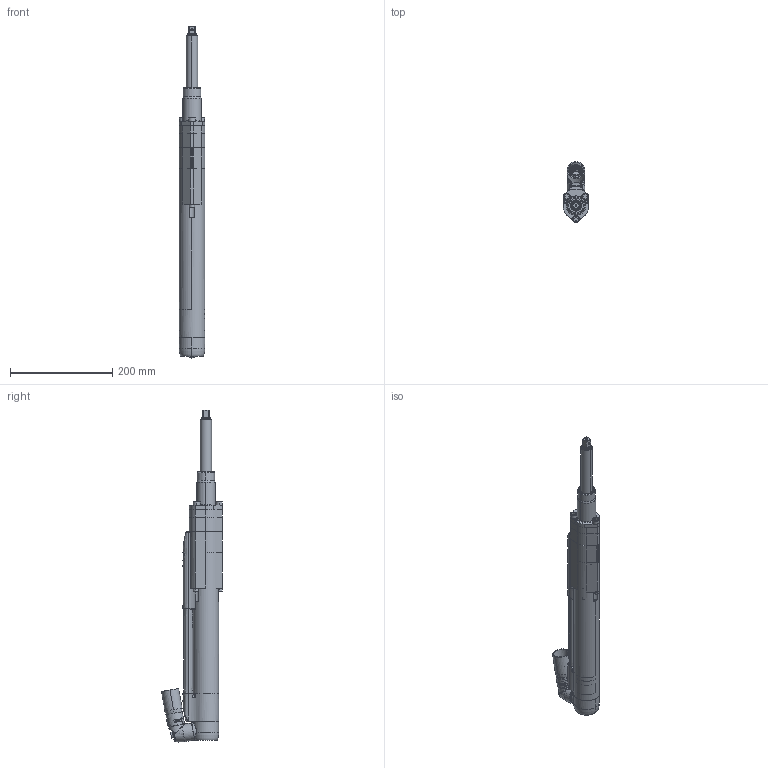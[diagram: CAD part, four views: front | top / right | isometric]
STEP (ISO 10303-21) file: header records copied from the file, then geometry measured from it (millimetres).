
FILE_DESCRIPTION((''),'2;1');
FILE_NAME('K_8435408368_ASM','2013-03-27T',('tooextcsr'),(''),'PRO/ENGINEER BY PARAMETRIC TECHNOLOGY CORPORATION, 2012420','PRO/ENGINEER BY PARAMETRIC TECHNOLOGY CORPORATION, 2012420','');
FILE_SCHEMA(('CONFIG_CONTROL_DESIGN','GEOMETRIC_VALIDATION_PROPERTIES_MIM'));
Products named in the file (7): QST50_REARCOVER_00; QST50_CONNECTOR_01; QST50_150_CT_BODY_50; QST50_SPACER_00; QST50_FRONT_50_187; QST50_SOCKETHOLDER_187_13; K_8435408368_ASM
Assembly tree (6 placements, depth 2):
  K_8435408368_ASM
    QST50_REARCOVER_00
    QST50_CONNECTOR_01
    QST50_150_CT_BODY_50
    QST50_SPACER_00
    QST50_FRONT_50_187
    QST50_SOCKETHOLDER_187_13
Bounding box: 50 x 119.49 x 650.67 mm (x, y, z)
Volume: 697393 mm3; surface area: 308238.2 mm2
Topology: 7 solids, 50 shells, 3510 faces, 9809 edges, 6381 vertices
Faces by surface type: plane 1292, cylinder 1112, torus 428, cone 407, bspline 249, extrusion 12, revolution 6, sphere 4
Entity records: 152085 total; most frequent: CARTESIAN_POINT 39564, ORIENTED_EDGE 19474, DIRECTION 17664, EDGE_CURVE 9781, AXIS2_PLACEMENT_3D 6818, VERTEX_POINT 6381, VECTOR 4022, LINE 4010
